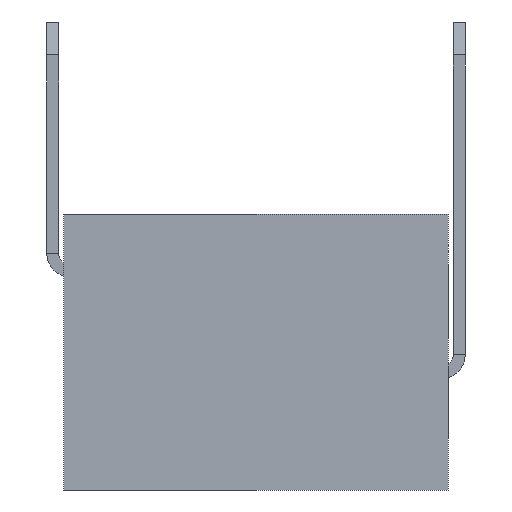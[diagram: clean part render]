
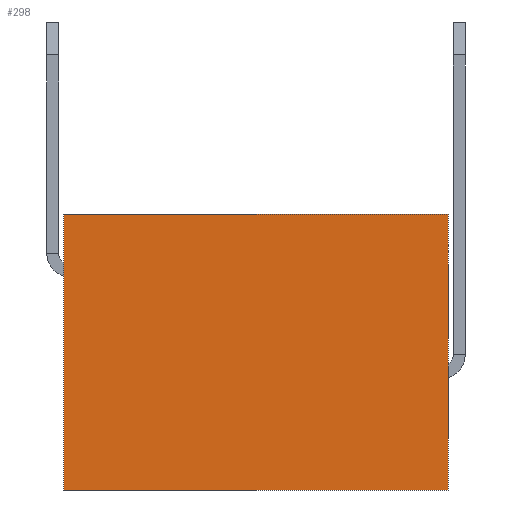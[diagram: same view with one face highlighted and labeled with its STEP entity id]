
A CAD part, left-side view. The second image highlights one B-rep face of the part: STEP entity #298.
In plain terms, the highlighted planar face has unit normal (-1, 0, 0).
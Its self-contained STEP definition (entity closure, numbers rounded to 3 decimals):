
#298=ADVANCED_FACE('',(#1692),#1693,.T.);
#1692=FACE_OUTER_BOUND('',#4163,.T.);
#1693=PLANE('',#4164);
#4163=EDGE_LOOP('',(#7461,#7462,#7463,#7464));
#4164=AXIS2_PLACEMENT_3D('',#7465,#7466,#7467);
#7461=ORIENTED_EDGE('',*,*,#16263,.T.);
#7462=ORIENTED_EDGE('',*,*,#16506,.T.);
#7463=ORIENTED_EDGE('',*,*,#16146,.F.);
#7464=ORIENTED_EDGE('',*,*,#16519,.F.);
#7465=CARTESIAN_POINT('',(-0.835,-2.4,-1.725));
#7466=DIRECTION('',(-1.0,0.0,0.0));
#7467=DIRECTION('',(0.0,0.0,1.0));
#16146=EDGE_CURVE('',#19236,#19238,#19239,.T.);
#16263=EDGE_CURVE('',#19465,#19463,#19466,.T.);
#16506=EDGE_CURVE('',#19463,#19238,#19843,.T.);
#16519=EDGE_CURVE('',#19465,#19236,#19856,.T.);
#19236=VERTEX_POINT('',#24212);
#19238=VERTEX_POINT('',#24215);
#19239=LINE('',#24216,#24217);
#19463=VERTEX_POINT('',#24556);
#19465=VERTEX_POINT('',#24559);
#19466=LINE('',#24560,#24561);
#19843=LINE('',#25180,#25181);
#19856=LINE('',#25206,#25207);
#24212=CARTESIAN_POINT('',(-0.835,2.4,-1.725));
#24215=CARTESIAN_POINT('',(-0.835,2.4,1.725));
#24216=CARTESIAN_POINT('',(-0.835,2.4,-1.725));
#24217=VECTOR('',#32394,3.45);
#24556=CARTESIAN_POINT('',(-0.835,-2.4,1.725));
#24559=CARTESIAN_POINT('',(-0.835,-2.4,-1.725));
#24560=CARTESIAN_POINT('',(-0.835,-2.4,-1.725));
#24561=VECTOR('',#32511,3.45);
#25180=CARTESIAN_POINT('',(-0.835,-2.4,1.725));
#25181=VECTOR('',#32754,4.8);
#25206=CARTESIAN_POINT('',(-0.835,-2.4,-1.725));
#25207=VECTOR('',#32767,4.8);
#32394=DIRECTION('',(0.0,0.0,1.0));
#32511=DIRECTION('',(0.0,0.0,1.0));
#32754=DIRECTION('',(0.0,1.0,0.0));
#32767=DIRECTION('',(0.0,1.0,0.0));
